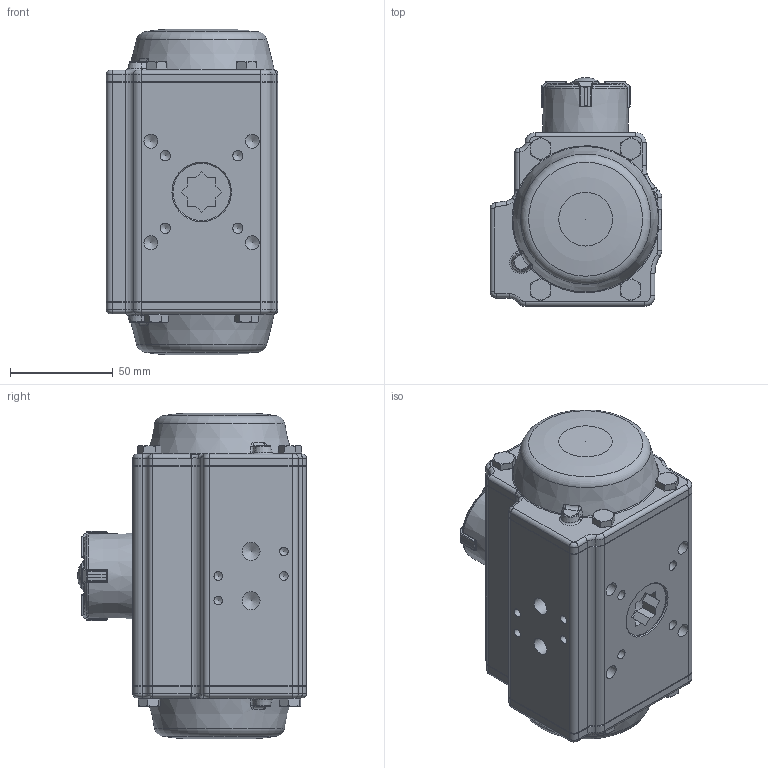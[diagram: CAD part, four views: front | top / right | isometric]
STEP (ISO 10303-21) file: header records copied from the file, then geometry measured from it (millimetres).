
FILE_DESCRIPTION(/* description */ ('Unknown'),/* implementation_level */ '2;1');
FILE_NAME(/* name */ 'DW03_FR02',/* time_stamp */ '2022-08-11T11:36:24+02:00',/* author */ ('Unknown'),/* organization */ ('Unknown'),/* preprocessor_version */ 'ST-DEVELOPER v16.7',/* originating_system */ 'Solid Edge',/* authorisation */ 'Unknown');
FILE_SCHEMA (('AP203_CONFIGURATION_CONTROLLED_3D_DESIGN_OF_MECHANICAL_PARTS_AND_ASSEMBLIES_MIM_LF { 1 0 10303 203 3 1 4 }','AUTOMOTIVE_DESIGN {1 0 10303 214 3 1 1}'));
Length unit declared in the file: millimetre
Products named in the file (7): DW03_FR02_(DW36_FR26); KP-63; hexagon head bolts--product grade c gb_GB_FASTENER_BOLT_HHBC M6X30-N; cup head nib bolts with large head gb_GB_FASTENER_BOLT_CHNBW M6X25-N; _____________; ________(___________; ______
Assembly tree (15 placements, depth 2):
  DW03_FR02_(DW36_FR26)
    KP-63
    hexagon head bolts--product grade c gb_GB_FASTENER_BOLT_HHBC M6X30-N  x8
    cup head nib bolts with large head gb_GB_FASTENER_BOLT_CHNBW M6X25-N
    _____________  x2
    ________(___________  x2
    ______
Bounding box: 83.7 x 111.61 x 159 mm (x, y, z)
Volume: 893926.6 mm3; surface area: 82740.1 mm2
Topology: 15 solids, 16 shells, 918 faces, 2166 edges, 1294 vertices
Faces by surface type: plane 285, cylinder 282, cone 125, bspline 121, torus 94, sphere 11
Full cylindrical faces by diameter (mm): 2.325 x2, 3 x16, 3.3 x8, 4.2 x8, 4.66 x1, 5 x13, 6 x9, 6.2 x1, 6.8 x4, 8.8 x2, 15.8 x1, 20.2 x1, 25.5 x1, 28 x1, 38.5 x1
Entity records: 20331 total; most frequent: CARTESIAN_POINT 6153, DIRECTION 2953, ORIENTED_EDGE 2782, EDGE_CURVE 1391, AXIS2_PLACEMENT_3D 1194, VERTEX_POINT 913, FACE_BOUND 796, EDGE_LOOP 771
